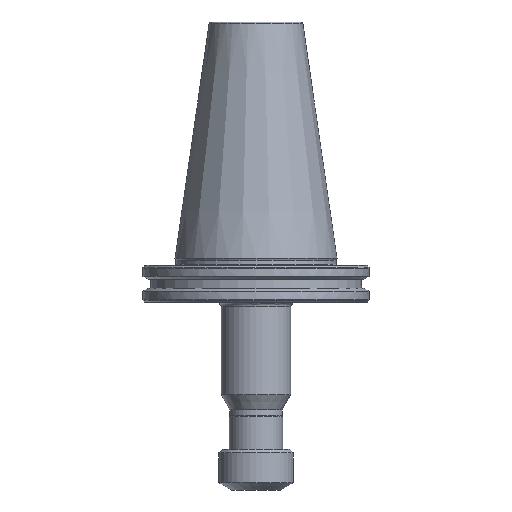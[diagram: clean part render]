
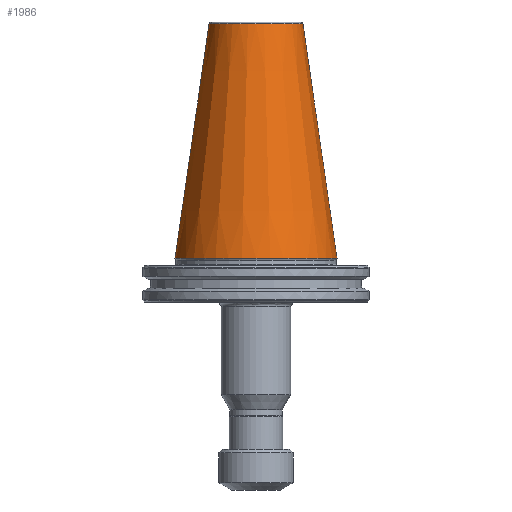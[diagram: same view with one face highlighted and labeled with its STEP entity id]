
A CAD part, front view. The second image highlights one B-rep face of the part: STEP entity #1986.
In plain terms, the highlighted conical face has half-angle 8.297 degrees and reference radius 34.925 mm.
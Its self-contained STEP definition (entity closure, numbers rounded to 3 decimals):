
#18 = DIRECTION ( 'NONE',  ( 0., 0., -1. ) ) ;
#169 = DIRECTION ( 'NONE',  ( -1., 0., 0. ) ) ;
#363 = CARTESIAN_POINT ( 'NONE',  ( -20.211, 0., 100.894 ) ) ;
#472 = AXIS2_PLACEMENT_3D ( 'NONE', #2424, #18, #1884 ) ;
#476 = ORIENTED_EDGE ( 'NONE', *, *, #3069, .T. ) ;
#488 = DIRECTION ( 'NONE',  ( 0., 0., 1. ) ) ;
#499 = AXIS2_PLACEMENT_3D ( 'NONE', #3341, #1768, #169 ) ;
#576 = CARTESIAN_POINT ( 'NONE',  ( -34.925, 0., 0. ) ) ;
#577 = CARTESIAN_POINT ( 'NONE',  ( 34.925, 0., 0. ) ) ;
#779 = AXIS2_PLACEMENT_3D ( 'NONE', #2090, #488, #2357 ) ;
#785 = ORIENTED_EDGE ( 'NONE', *, *, #3211, .F. ) ;
#798 = VERTEX_POINT ( 'NONE', #576 ) ;
#848 = CARTESIAN_POINT ( 'NONE',  ( 20.211, 0., 100.894 ) ) ;
#1044 = VERTEX_POINT ( 'NONE', #848 ) ;
#1410 = LINE ( 'NONE', #577, #2748 ) ;
#1539 = CARTESIAN_POINT ( 'NONE',  ( -34.925, 0., 0. ) ) ;
#1768 = DIRECTION ( 'NONE',  ( 0., 0., -1. ) ) ;
#1884 = DIRECTION ( 'NONE',  ( -1., 0., 0. ) ) ;
#1889 = EDGE_CURVE ( 'NONE', #1044, #3334, #2947, .T. ) ;
#1925 = CONICAL_SURFACE ( 'NONE', #472, 34.925, 0.145 ) ;
#1926 = ORIENTED_EDGE ( 'NONE', *, *, #2797, .T. ) ;
#1986 = ADVANCED_FACE ( 'NONE', ( #2716 ), #1925, .T. ) ;
#2090 = CARTESIAN_POINT ( 'NONE',  ( 0., 0., 0. ) ) ;
#2215 = CIRCLE ( 'NONE', #779, 34.925 ) ;
#2337 = VERTEX_POINT ( 'NONE', #3386 ) ;
#2357 = DIRECTION ( 'NONE',  ( -1., 0., 0. ) ) ;
#2424 = CARTESIAN_POINT ( 'NONE',  ( 0., 0., 0. ) ) ;
#2442 = DIRECTION ( 'NONE',  ( 0.144, 0., -0.99 ) ) ;
#2507 = ORIENTED_EDGE ( 'NONE', *, *, #1889, .T. ) ;
#2611 = VECTOR ( 'NONE', #3381, 1000. ) ;
#2716 = FACE_OUTER_BOUND ( 'NONE', #3272, .T. ) ;
#2748 = VECTOR ( 'NONE', #2442, 1000. ) ;
#2797 = EDGE_CURVE ( 'NONE', #3334, #798, #3309, .T. ) ;
#2947 = CIRCLE ( 'NONE', #499, 20.211 ) ;
#3069 = EDGE_CURVE ( 'NONE', #798, #2337, #2215, .T. ) ;
#3211 = EDGE_CURVE ( 'NONE', #1044, #2337, #1410, .T. ) ;
#3272 = EDGE_LOOP ( 'NONE', ( #785, #2507, #1926, #476 ) ) ;
#3309 = LINE ( 'NONE', #1539, #2611 ) ;
#3334 = VERTEX_POINT ( 'NONE', #363 ) ;
#3341 = CARTESIAN_POINT ( 'NONE',  ( 0., 0., 100.894 ) ) ;
#3381 = DIRECTION ( 'NONE',  ( -0.144, 0., -0.99 ) ) ;
#3386 = CARTESIAN_POINT ( 'NONE',  ( 34.925, 0., 0. ) ) ;
